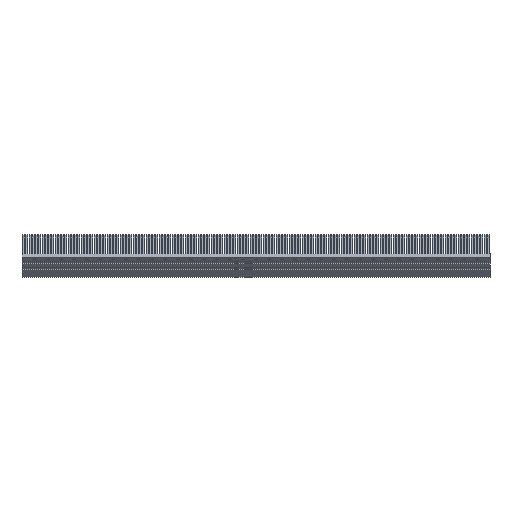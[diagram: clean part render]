
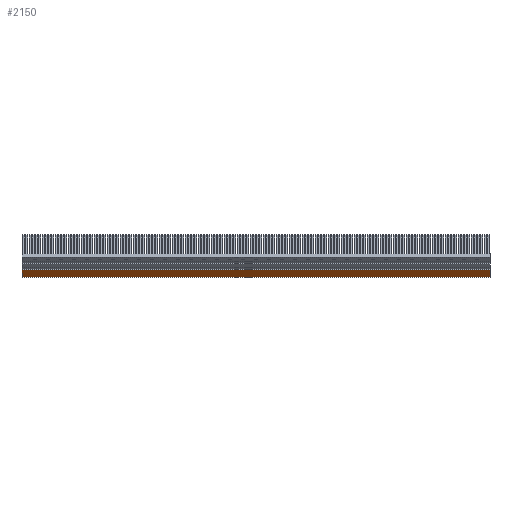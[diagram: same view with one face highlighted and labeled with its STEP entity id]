
A CAD part, left-side view. The second image highlights one B-rep face of the part: STEP entity #2150.
In plain terms, the highlighted planar face has unit normal (-0.707, 0, -0.707).
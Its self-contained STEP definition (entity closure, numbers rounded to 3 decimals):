
#2150=ADVANCED_FACE('',(#7314),#4802,.F.);
#4802=PLANE('',#57459);
#7314=FACE_OUTER_BOUND('',#10071,.T.);
#10071=EDGE_LOOP('',(#20085,#20086,#20087,#20088));
#20085=ORIENTED_EDGE('',*,*,#38008,.T.);
#20086=ORIENTED_EDGE('',*,*,#39407,.F.);
#20087=ORIENTED_EDGE('',*,*,#35977,.F.);
#20088=ORIENTED_EDGE('',*,*,#39406,.T.);
#30097=VERTEX_POINT('',#79391);
#30098=VERTEX_POINT('',#79393);
#31270=VERTEX_POINT('',#83311);
#31271=VERTEX_POINT('',#83313);
#35977=EDGE_CURVE('',#30097,#30098,#43927,.T.);
#38008=EDGE_CURVE('',#31271,#31270,#45958,.T.);
#39406=EDGE_CURVE('',#30097,#31271,#47146,.T.);
#39407=EDGE_CURVE('',#30098,#31270,#47147,.T.);
#43927=LINE('',#79392,#51597);
#45958=LINE('',#83312,#53628);
#47146=LINE('',#85818,#54816);
#47147=LINE('',#85820,#54817);
#51597=VECTOR('',#63646,1.);
#53628=VECTOR('',#67109,1.);
#54816=VECTOR('',#68825,1.);
#54817=VECTOR('',#68828,1.);
#57459=AXIS2_PLACEMENT_3D('',#85821,#68829,#68830);
#63646=DIRECTION('',(-0.707,0.,0.707));
#67109=DIRECTION('',(-0.707,0.,0.707));
#68825=DIRECTION('',(0.,-1.,0.));
#68828=DIRECTION('',(0.,-1.,0.));
#68829=DIRECTION('',(0.707,0.,0.707));
#68830=DIRECTION('',(0.707,0.,-0.707));
#79391=CARTESIAN_POINT('',(-0.673,72.,0.));
#79392=CARTESIAN_POINT('',(-0.673,72.,0.));
#79393=CARTESIAN_POINT('',(-1.852,72.,1.179));
#83311=CARTESIAN_POINT('',(-1.852,0.,1.179));
#83312=CARTESIAN_POINT('',(-0.673,0.,0.));
#83313=CARTESIAN_POINT('',(-0.673,0.,0.));
#85818=CARTESIAN_POINT('',(-0.673,72.,0.));
#85820=CARTESIAN_POINT('',(-1.852,72.,1.179));
#85821=CARTESIAN_POINT('',(-0.673,72.,0.));
